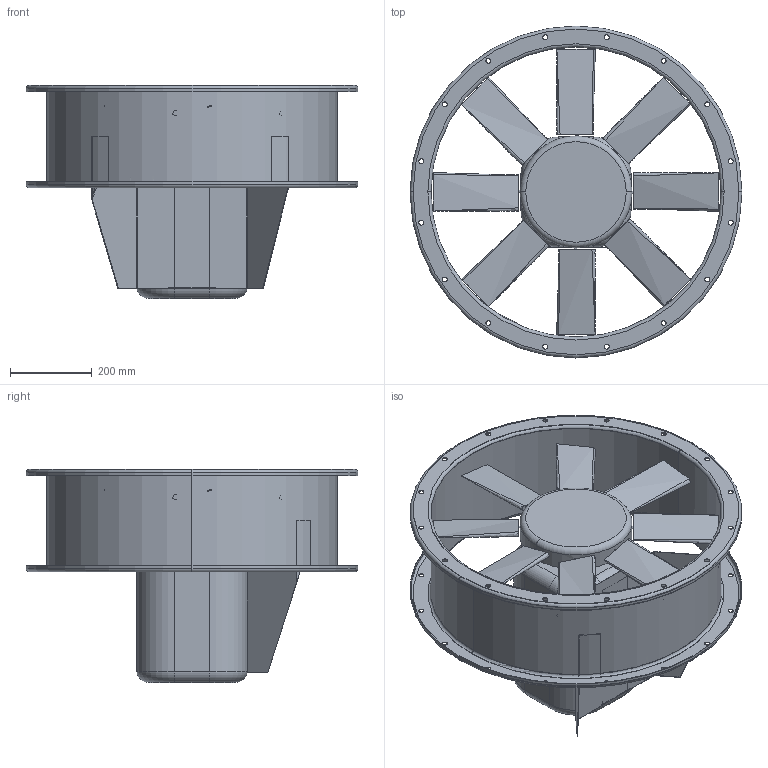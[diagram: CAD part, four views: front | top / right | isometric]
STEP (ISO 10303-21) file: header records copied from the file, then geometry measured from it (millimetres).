
FILE_DESCRIPTION (( 'STEP AP214' ), '1' );
FILE_NAME ('CC_710.STEP', '2017-01-27T13:18:26', ( '' ), ( '' ), 'SwSTEP 2.0', 'SolidWorks 2016', '' );
FILE_SCHEMA (( 'AUTOMOTIVE_DESIGN' ));
Length unit declared in the file: millimetre
Products named in the file (1): CC_710
Bounding box: 810 x 810 x 520 mm (x, y, z)
Volume: 31341514.5 mm3; surface area: 2983986.9 mm2
Topology: 1 solids, 1 shells, 213 faces, 553 edges, 361 vertices
Faces by surface type: cylinder 110, plane 45, bspline 32, torus 26
Entity records: 9211 total; most frequent: CARTESIAN_POINT 2617, DIRECTION 1188, ORIENTED_EDGE 1106, EDGE_CURVE 553, AXIS2_PLACEMENT_3D 474, VERTEX_POINT 361, EDGE_LOOP 300, CIRCLE 292
